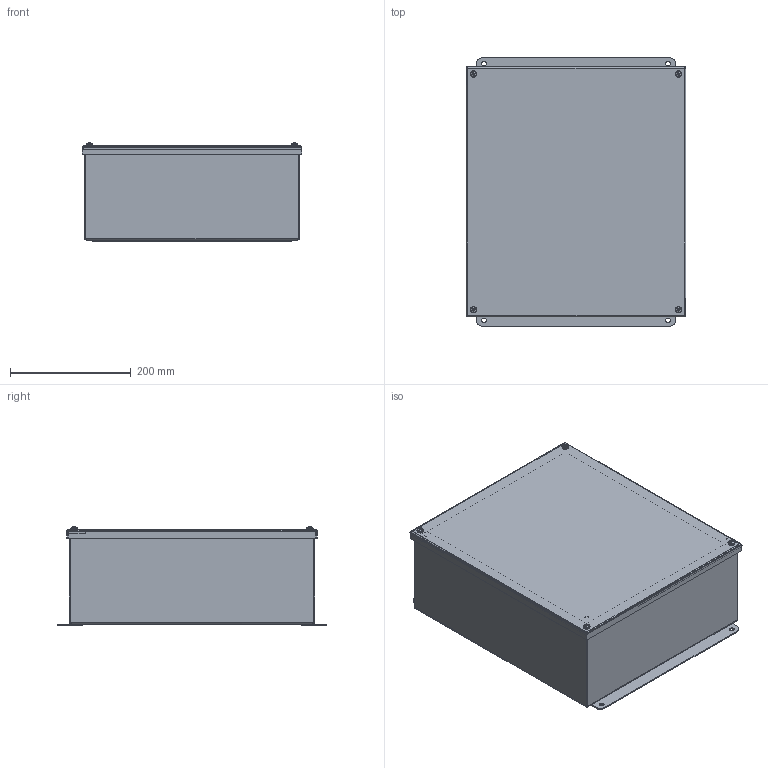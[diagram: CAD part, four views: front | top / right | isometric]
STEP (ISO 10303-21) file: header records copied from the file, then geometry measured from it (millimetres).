
FILE_DESCRIPTION(/* description */ ('JIC,CS,SCREW COVER,16X14X6'),/* implementation_level */ '2;1');
FILE_NAME(/* name */ 'B161406SC.stp',/* time_stamp */ '2021-10-25T07:12:27-05:00',/* author */ ('dnichola'),/* organization */ (''),/* preprocessor_version */ 'ST-DEVELOPER v18',/* originating_system */ 'Autodesk Inventor 2020',/* authorisation */ '');
FILE_SCHEMA (('AUTOMOTIVE_DESIGN { 1 0 10303 214 3 1 1 }'));
Length unit declared in the file: inch
Products named in the file (10): B161406SC; 34984; 3486; B161406SCBKP; 316266; 38811; B1614SCLID; HFW372235-SCREW; HFW372235-WASHER; 3499
Assembly tree (23 placements, depth 2):
  B161406SC
    3486  x2
    34984  x4
    B161406SCBKP
    316266  x2
    38811
    B1614SCLID
    HFW372235-SCREW  x4
    HFW372235-WASHER  x4
    3499  x4
Bounding box: 363.54 x 444.5 x 162.89 mm (x, y, z)
Volume: 1013251 mm3; surface area: 1241351.2 mm2
Topology: 23 solids, 23 shells, 592 faces, 1530 edges, 1005 vertices
Faces by surface type: plane 311, cylinder 166, cone 53, bspline 40, torus 14, sphere 8
Full cylindrical faces by diameter (mm): 3.533 x4, 3.534 x32, 3.962 x8, 4.445 x4, 4.775 x24, 4.826 x1, 4.978 x4, 6.299 x4, 6.35 x1, 6.528 x4, 7.137 x4, 7.62 x4, 7.874 x4, 7.938 x4, 9.525 x4, 10.312 x4, 15.875 x4
Entity records: 10598 total; most frequent: CARTESIAN_POINT 3577, ORIENTED_EDGE 1332, DIRECTION 1311, EDGE_CURVE 666, AXIS2_PLACEMENT_3D 456, VERTEX_POINT 420, LINE 399, VECTOR 399
